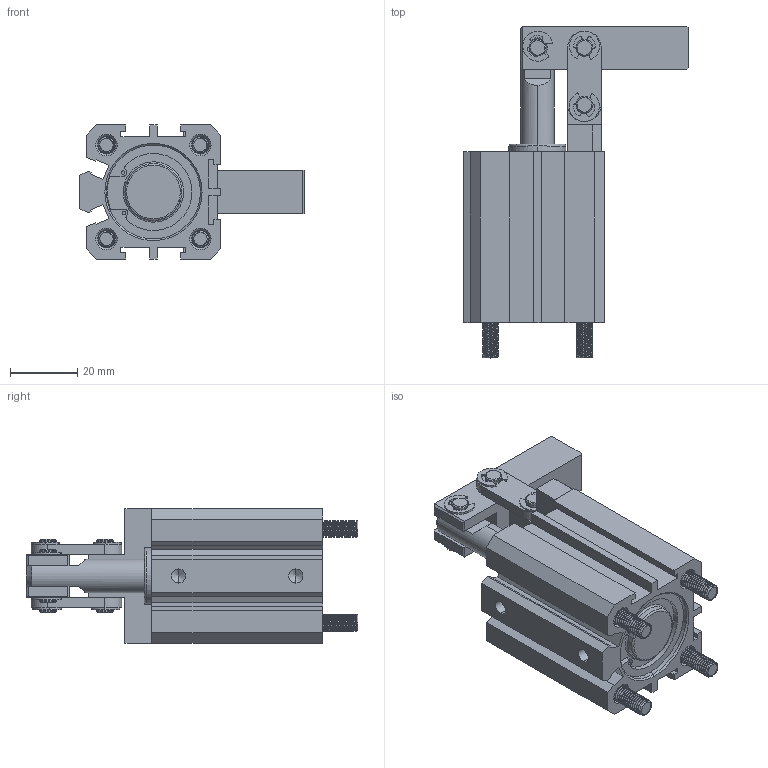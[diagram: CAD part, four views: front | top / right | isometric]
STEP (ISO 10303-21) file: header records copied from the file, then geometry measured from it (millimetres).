
FILE_DESCRIPTION (( 'STEP AP214' ), '1' );
FILE_NAME ('CALC-MS25杠杆式空压缸三维图.STEP', '2022-03-30T07:58:25', ( 'PC' ), ( '' ), 'SwSTEP 2.0', 'SolidWorks 2016', '' );
FILE_SCHEMA (( 'AUTOMOTIVE_DESIGN' ));
Length unit declared in the file: millimetre
Products named in the file (16): 12 m5; 010; 錨璃3_1; MS25掛极; MS25蟀裝盓傅釱; MS25ヶ裔; MS25縐銅01; MS25傻种; MS25蟀裝; CALC-MS25杠杆式空压缸三维图; MS25活塞杆; MS25揤旋; m5; 遣喳菜; MS25綴裔; MS25酗种
Assembly tree (26 placements, depth 2):
  CALC-MS25杠杆式空压缸三维图
    MS25蟀裝  x2
    MS25傻种
    MS25縐銅01  x6
    MS25ヶ裔
    MS25蟀裝盓傅釱
    MS25掛极
    錨璃3_1  x2
    010  x2
    12 m5  x2
    MS25酗种  x2
    MS25綴裔
    遣喳菜
    m5  x2
    MS25揤旋
    MS25活塞杆
Bounding box: 67 x 99 x 40 mm (x, y, z)
Volume: 68169.2 mm3; surface area: 46014 mm2
Topology: 26 solids, 26 shells, 956 faces, 2535 edges, 1659 vertices
Faces by surface type: cylinder 524, plane 257, cone 71, bspline 56, torus 48
Entity records: 44435 total; most frequent: CARTESIAN_POINT 25554, ORIENTED_EDGE 3050, DIRECTION 2675, EDGE_CURVE 1525, AXIS2_PLACEMENT_3D 997, VERTEX_POINT 991, LINE 681, VECTOR 681
